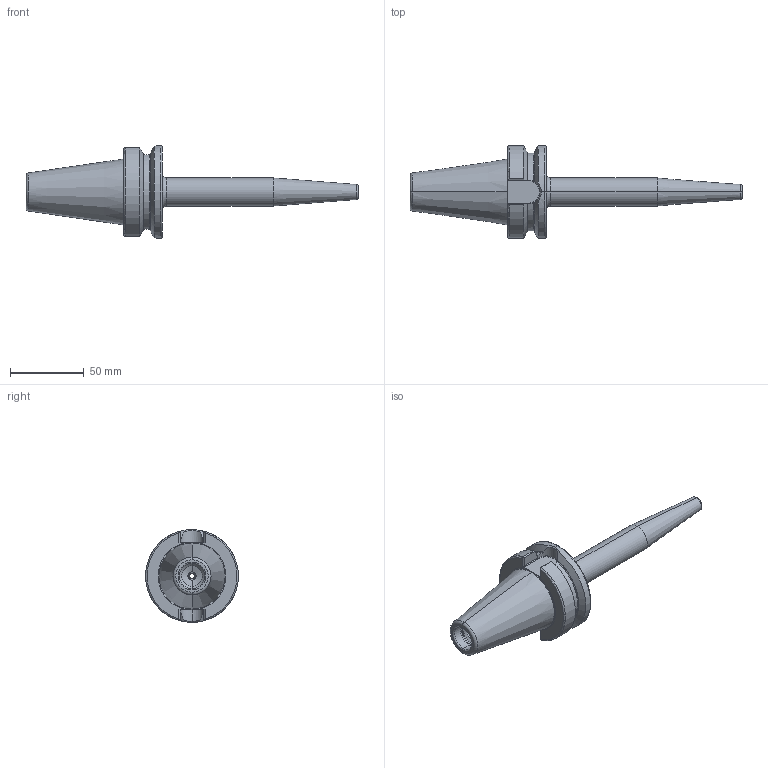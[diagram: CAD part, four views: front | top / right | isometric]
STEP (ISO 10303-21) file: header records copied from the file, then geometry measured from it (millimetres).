
FILE_DESCRIPTION (( 'STEP AP203' ), '1' );
FILE_NAME ('BT40A265A03160HP1.STEP', '2021-03-12T00:47:56', ( 'user' ), ( '' ), 'SwSTEP 2.0', 'SolidWorks 2013', '' );
FILE_SCHEMA (( 'CONFIG_CONTROL_DESIGN' ));
Length unit declared in the file: millimetre
Products named in the file (1): BT40A265A03160HP1
Bounding box: 225.4 x 63 x 63 mm (x, y, z)
Volume: 155473.5 mm3; surface area: 30476.6 mm2
Topology: 1 solids, 1 shells, 111 faces, 281 edges, 167 vertices
Faces by surface type: cylinder 31, torus 29, cone 26, plane 23, bspline 2
Entity records: 3610 total; most frequent: CARTESIAN_POINT 907, DIRECTION 565, ORIENTED_EDGE 554, EDGE_CURVE 277, AXIS2_PLACEMENT_3D 233, VERTEX_POINT 167, CIRCLE 123, EDGE_LOOP 116
